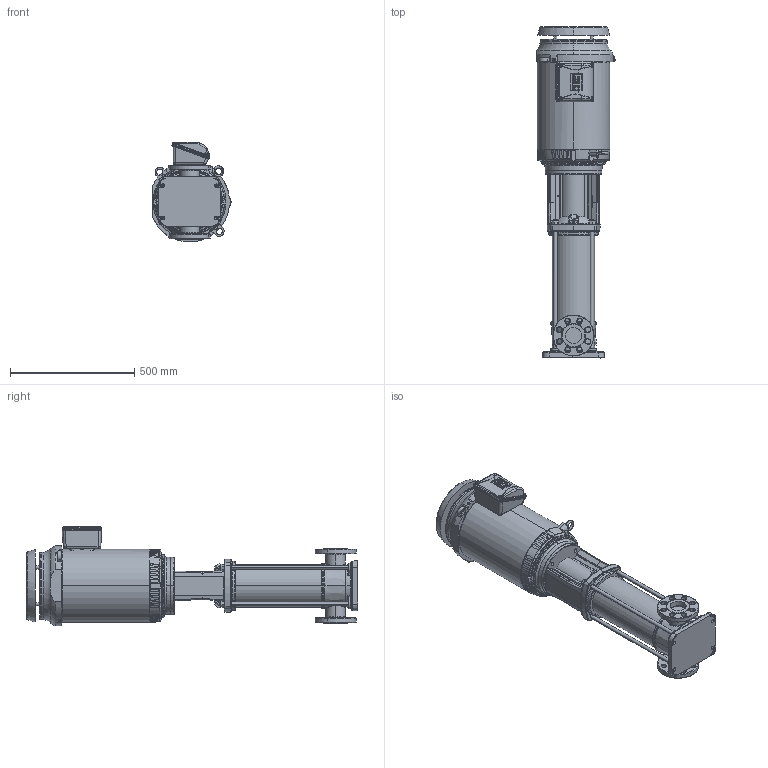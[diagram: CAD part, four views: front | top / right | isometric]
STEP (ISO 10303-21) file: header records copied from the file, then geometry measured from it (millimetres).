
FILE_DESCRIPTION (( 'STEP AP203' ), '1' );
FILE_NAME ('3303088 - MVI-100-8-20 HP-254TC-304-E-230_460~3.step', '2022-03-30T17:37:05', ( '' ), ( '' ), 'SwSTEP 2.0', 'SolidWorks 2021', '' );
FILE_SCHEMA (( 'CONFIG_CONTROL_DESIGN' ));
Products named in the file (5): 3303088 - MVI-100-8-20 HP-254TC-304-E-230_460~3; TEFC MOTOR_2700102 - NEMA V2 20 HP 254_6TC 208-230_460~3 TEFC; MVI PEO - [304-EPDM]_3304088 - MVI-100-8-20 HP-254TC-304-E-S; sbi_n_20-8_flange(NEMA); 2700102 - NEMA V2 20 HP 254_6TC 208-230_460~3 TEFC
Assembly tree (4 placements, depth 3):
  3303088 - MVI-100-8-20 HP-254TC-304-E-230_460~3
    MVI PEO - [304-EPDM]_3304088 - MVI-100-8-20 HP-254TC-304-E-S
      sbi_n_20-8_flange(NEMA)
    TEFC MOTOR_2700102 - NEMA V2 20 HP 254_6TC 208-230_460~3 TEFC
      2700102 - NEMA V2 20 HP 254_6TC 208-230_460~3 TEFC
Bounding box: 315.14 x 1334.95 x 400.99 mm (x, y, z)
Volume: 56941355.6 mm3; surface area: 1941081.7 mm2
Topology: 4 solids, 26 shells, 6134 faces, 16214 edges, 10599 vertices
Faces by surface type: plane 2923, cylinder 2298, bspline 472, cone 317, torus 121, sphere 3
Entity records: 243373 total; most frequent: CARTESIAN_POINT 93036, ORIENTED_EDGE 32362, DIRECTION 29931, EDGE_CURVE 16181, VERTEX_POINT 10599, AXIS2_PLACEMENT_3D 10562, LINE 8807, VECTOR 8807
